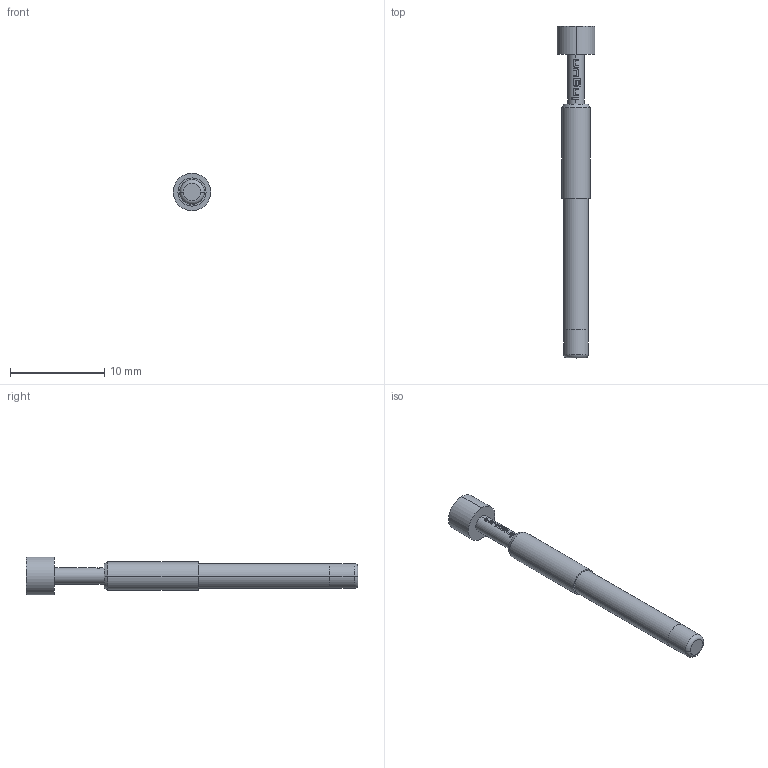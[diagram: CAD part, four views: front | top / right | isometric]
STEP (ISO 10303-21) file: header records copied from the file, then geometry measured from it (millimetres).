
FILE_DESCRIPTION (( 'STEP AP203' ), '1' );
FILE_NAME ('INGUN_GKS-113_302_400_A_xx10.STEP', '2022-01-19T13:28:54', ( 'ochi' ), ( '' ), 'SwSTEP 2.0', 'SolidWorks 2018', '' );
FILE_SCHEMA (( 'CONFIG_CONTROL_DESIGN' ));
Length unit declared in the file: millimetre
Products named in the file (1): INGUN_GKS-113_302_400_A_xx10
Bounding box: 4 x 35.3 x 4 mm (x, y, z)
Volume: 214.8 mm3; surface area: 334.6 mm2
Topology: 1 solids, 1 shells, 92 faces, 251 edges, 166 vertices
Faces by surface type: bspline 62, cylinder 20, plane 6, cone 2, torus 2
Entity records: 4202 total; most frequent: CARTESIAN_POINT 2360, ORIENTED_EDGE 502, EDGE_CURVE 251, B_SPLINE_CURVE_WITH_KNOTS 204, VERTEX_POINT 166, DIRECTION 135, EDGE_LOOP 97, FACE_OUTER_BOUND 92
